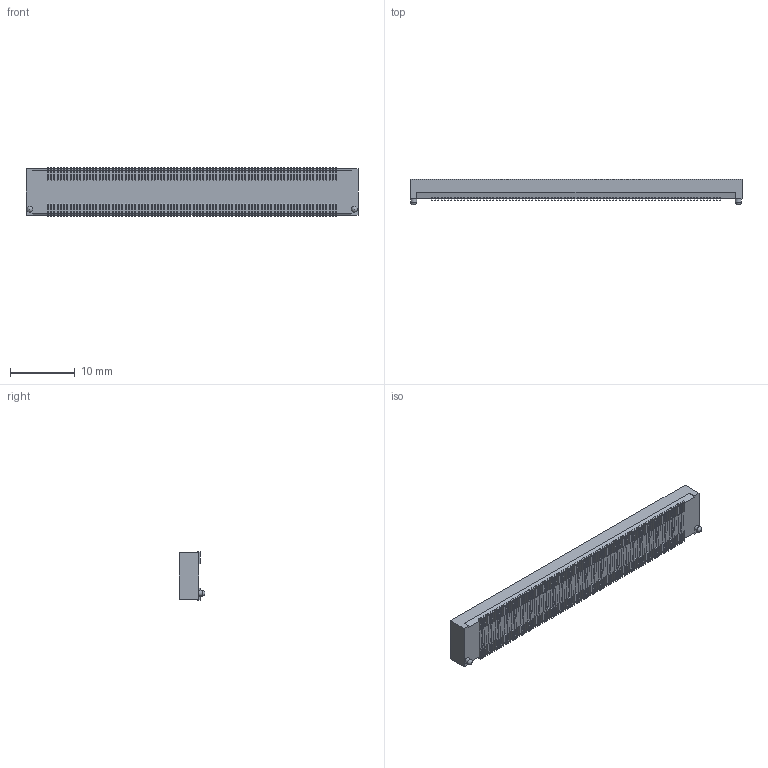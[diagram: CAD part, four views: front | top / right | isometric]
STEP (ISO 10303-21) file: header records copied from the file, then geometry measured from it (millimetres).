
FILE_DESCRIPTION(/* description */ ('STEP AP214'),/* implementation_level */ '2;1');
FILE_NAME(/* name */ 'BSH-090-01-F-D-A',/* time_stamp */ '2023-12-19T22:09:50+01:00',/* author */ ('License CC BY-ND 4.0'),/* organization */ ('CADENAS'),/* preprocessor_version */ 'ST-DEVELOPER v19.3',/* originating_system */ 'PARTsolutions',/* authorisation */ ' ');
FILE_SCHEMA (('AUTOMOTIVE_DESIGN {1 0 10303 214 3 1 1}'));
Products named in the file (3): BSH-090-01-F-D-A; C-126-090-01; BSH-090-01-D-A_socket
Assembly tree (2 placements, depth 2):
  BSH-090-01-F-D-A
    C-126-090-01
    BSH-090-01-D-A_socket
Bounding box: 51.28 x 4 x 7.49 mm (x, y, z)
Volume: 772.6 mm3; surface area: 3011.7 mm2
Topology: 2 solids, 2 shells, 2928 faces, 8576 edges, 5478 vertices
Faces by surface type: plane 2924, cylinder 2, torus 2
Full cylindrical faces by diameter (mm): 0.889 x2
Entity records: 94478 total; most frequent: ORIENTED_EDGE 17140, CARTESIAN_POINT 16977, DIRECTION 14438, EDGE_CURVE 8570, LINE 8564, VECTOR 8564, VERTEX_POINT 5476, AXIS2_PLACEMENT_3D 2937
